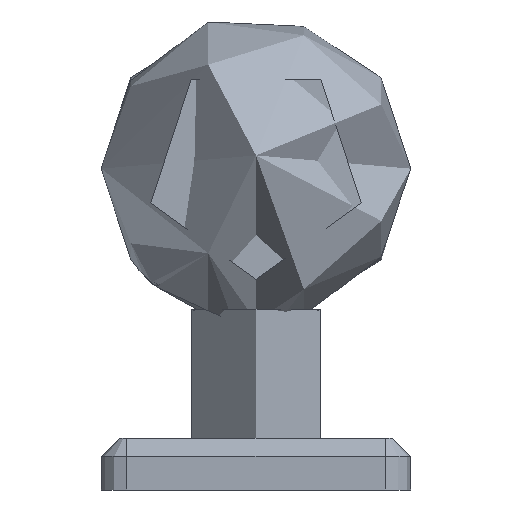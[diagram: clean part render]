
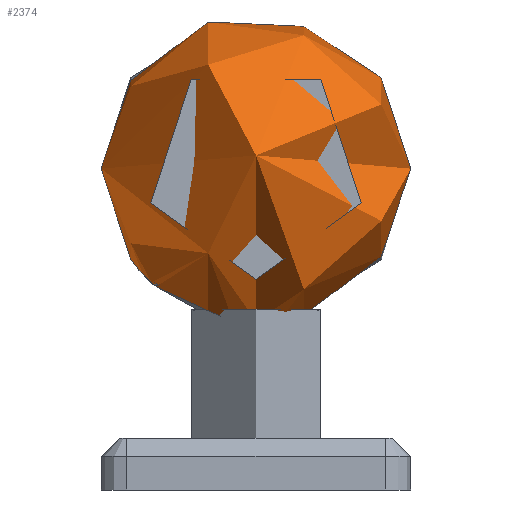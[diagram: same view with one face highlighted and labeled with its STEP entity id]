
A CAD part, front view. The second image highlights one B-rep face of the part: STEP entity #2374.
In plain terms, the highlighted spherical face has radius 30 mm.
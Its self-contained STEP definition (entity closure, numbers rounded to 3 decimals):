
#295 = DIRECTION ( 'NONE',  ( -1., 0., 0. ) ) ;
#1048 = VERTEX_POINT ( 'NONE', #12234 ) ;
#1145 = AXIS2_PLACEMENT_3D ( 'NONE', #1899, #295, #9607 ) ;
#1369 = CARTESIAN_POINT ( 'NONE',  ( 0., 0., 20. ) ) ;
#1899 = CARTESIAN_POINT ( 'NONE',  ( 0., 0., 0. ) ) ;
#2374 = ADVANCED_FACE ( 'NONE', ( #3409, #19242, #4363 ), #12511, .T. ) ;
#2898 = DIRECTION ( 'NONE',  ( 0., -1., 0. ) ) ;
#3054 = CARTESIAN_POINT ( 'NONE',  ( 0., -22.361, 20. ) ) ;
#3409 = FACE_BOUND ( 'NONE', #12224, .T. ) ;
#4009 = DIRECTION ( 'NONE',  ( -0.707, -0.707, 0. ) ) ;
#4363 = FACE_OUTER_BOUND ( 'NONE', #16408, .T. ) ;
#5375 = CARTESIAN_POINT ( 'NONE',  ( 21.139, -21.139, 0. ) ) ;
#5546 = DIRECTION ( 'NONE',  ( 0., 1., 0. ) ) ;
#7323 = EDGE_CURVE ( 'NONE', #9201, #9201, #16974, .T. ) ;
#7448 = AXIS2_PLACEMENT_3D ( 'NONE', #17732, #5546, #8374 ) ;
#8374 = DIRECTION ( 'NONE',  ( 0., 0., 1. ) ) ;
#9201 = VERTEX_POINT ( 'NONE', #19365 ) ;
#9437 = VERTEX_POINT ( 'NONE', #3054 ) ;
#9607 = DIRECTION ( 'NONE',  ( 0., 1., 0. ) ) ;
#10263 = EDGE_CURVE ( 'NONE', #1048, #1048, #16742, .T. ) ;
#10386 = ORIENTED_EDGE ( 'NONE', *, *, #7323, .T. ) ;
#12224 = EDGE_LOOP ( 'NONE', ( #13588 ) ) ;
#12234 = CARTESIAN_POINT ( 'NONE',  ( 19.372, -22.907, 0. ) ) ;
#12254 = AXIS2_PLACEMENT_3D ( 'NONE', #1369, #16830, #2898 ) ;
#12511 = SPHERICAL_SURFACE ( 'NONE', #1145, 30. ) ;
#12930 = ORIENTED_EDGE ( 'NONE', *, *, #18372, .F. ) ;
#12982 = DIRECTION ( 'NONE',  ( 0.707, -0.707, 0. ) ) ;
#13272 = CIRCLE ( 'NONE', #12254, 22.361 ) ;
#13588 = ORIENTED_EDGE ( 'NONE', *, *, #10263, .F. ) ;
#16408 = EDGE_LOOP ( 'NONE', ( #12930 ) ) ;
#16742 = CIRCLE ( 'NONE', #17986, 2.5 ) ;
#16830 = DIRECTION ( 'NONE',  ( 0., 0., 1. ) ) ;
#16974 = CIRCLE ( 'NONE', #7448, 5.114 ) ;
#17536 = EDGE_LOOP ( 'NONE', ( #10386 ) ) ;
#17732 = CARTESIAN_POINT ( 'NONE',  ( 0., -29.561, 0. ) ) ;
#17986 = AXIS2_PLACEMENT_3D ( 'NONE', #5375, #12982, #4009 ) ;
#18372 = EDGE_CURVE ( 'NONE', #9437, #9437, #13272, .T. ) ;
#19242 = FACE_BOUND ( 'NONE', #17536, .T. ) ;
#19365 = CARTESIAN_POINT ( 'NONE',  ( 0., -29.561, 5.114 ) ) ;
